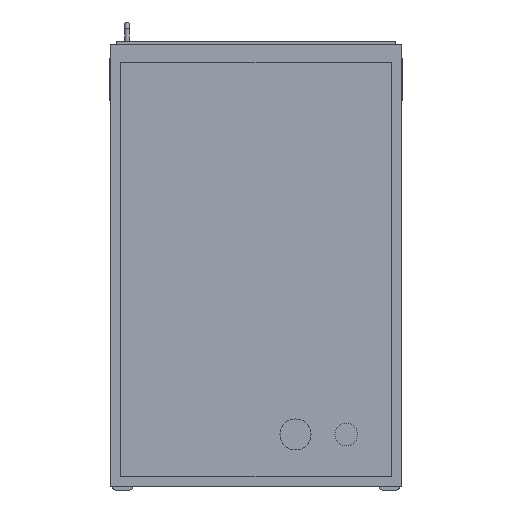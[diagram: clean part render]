
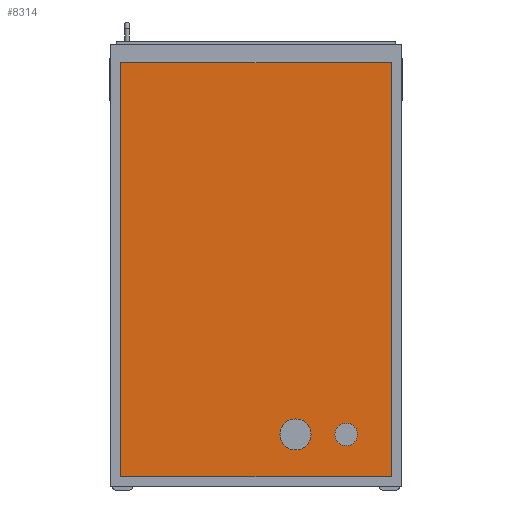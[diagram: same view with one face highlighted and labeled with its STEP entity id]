
A CAD part, front view. The second image highlights one B-rep face of the part: STEP entity #8314.
In plain terms, the highlighted planar face has unit normal (0, -1, 0).
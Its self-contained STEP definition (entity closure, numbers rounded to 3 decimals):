
#287=FACE_OUTER_BOUND('',#788,.T.);
#788=EDGE_LOOP('',(#5495,#5496,#5497,#5498));
#1310=LINE('',#11820,#2401);
#1314=LINE('',#11827,#2405);
#1315=LINE('',#11830,#2406);
#1316=LINE('',#11831,#2407);
#2401=VECTOR('',#9512,10.);
#2405=VECTOR('',#9518,10.);
#2406=VECTOR('',#9521,10.);
#2407=VECTOR('',#9522,10.);
#3488=VERTEX_POINT('',#11817);
#3489=VERTEX_POINT('',#11819);
#3491=VERTEX_POINT('',#11825);
#3492=VERTEX_POINT('',#11829);
#4286=EDGE_CURVE('',#3488,#3489,#1310,.T.);
#4290=EDGE_CURVE('',#3488,#3491,#1314,.T.);
#4291=EDGE_CURVE('',#3492,#3491,#1315,.T.);
#4292=EDGE_CURVE('',#3489,#3492,#1316,.T.);
#5495=ORIENTED_EDGE('',*,*,#4290,.T.);
#5496=ORIENTED_EDGE('',*,*,#4291,.F.);
#5497=ORIENTED_EDGE('',*,*,#4292,.F.);
#5498=ORIENTED_EDGE('',*,*,#4286,.F.);
#7864=PLANE('',#8886);
#8314=ADVANCED_FACE('',(#287),#7864,.T.);
#8886=AXIS2_PLACEMENT_3D('',#11828,#9519,#9520);
#9512=DIRECTION('',(0.,0.,1.));
#9518=DIRECTION('',(1.,0.,0.));
#9519=DIRECTION('center_axis',(0.,-1.,0.));
#9520=DIRECTION('ref_axis',(0.,0.,-1.));
#9521=DIRECTION('',(0.,0.,-1.));
#9522=DIRECTION('',(1.,0.,0.));
#11817=CARTESIAN_POINT('',(-240.,-96.,-367.));
#11819=CARTESIAN_POINT('',(-240.,-96.,367.));
#11820=CARTESIAN_POINT('',(-240.,-96.,367.));
#11825=CARTESIAN_POINT('',(240.,-96.,-367.));
#11827=CARTESIAN_POINT('',(0.,-96.,-367.));
#11828=CARTESIAN_POINT('Origin',(0.,-96.,367.));
#11829=CARTESIAN_POINT('',(240.,-96.,367.));
#11830=CARTESIAN_POINT('',(240.,-96.,367.));
#11831=CARTESIAN_POINT('',(0.,-96.,367.));
